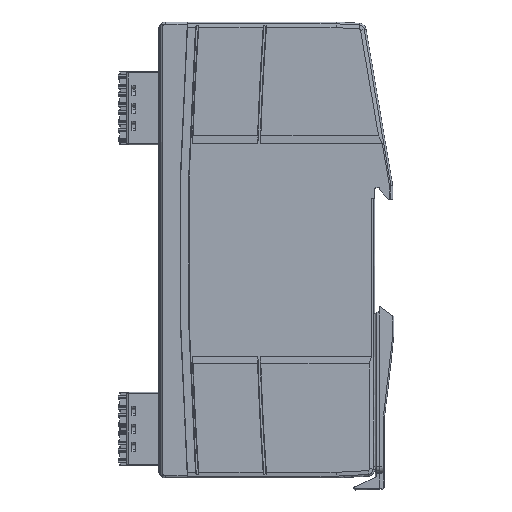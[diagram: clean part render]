
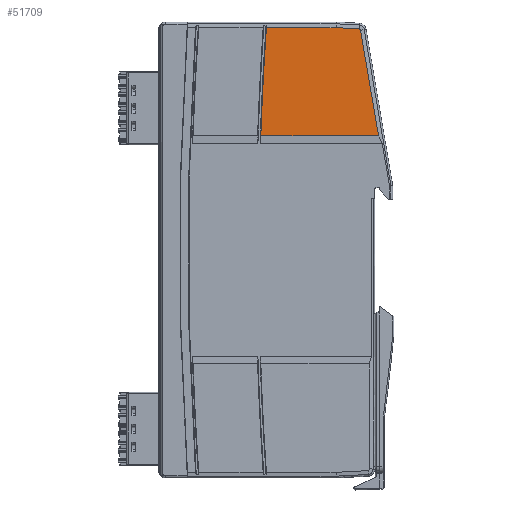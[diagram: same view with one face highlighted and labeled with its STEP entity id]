
A CAD part, left-side view. The second image highlights one B-rep face of the part: STEP entity #51709.
In plain terms, the highlighted planar face has unit normal (-1, 0, 0).
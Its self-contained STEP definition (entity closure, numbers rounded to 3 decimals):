
#1253=CIRCLE('',#54998,0.427);
#1272=CIRCLE('',#55038,916.85);
#3747=FACE_OUTER_BOUND('',#6588,.T.);
#6588=EDGE_LOOP('',(#37496,#37497,#37498,#37499,#37500,#37501));
#10498=LINE('',#76737,#16192);
#10823=LINE('',#77503,#16517);
#10827=LINE('',#77544,#16521);
#10841=LINE('',#77603,#16535);
#16192=VECTOR('',#62328,10.);
#16517=VECTOR('',#62941,10.);
#16521=VECTOR('',#62959,10.);
#16535=VECTOR('',#62989,10.);
#21437=VERTEX_POINT('',#76734);
#21438=VERTEX_POINT('',#76736);
#21722=VERTEX_POINT('',#77500);
#21723=VERTEX_POINT('',#77502);
#21726=VERTEX_POINT('',#77529);
#21736=VERTEX_POINT('',#77602);
#27048=EDGE_CURVE('',#21438,#21437,#10498,.T.);
#27429=EDGE_CURVE('',#21723,#21722,#10823,.T.);
#27436=EDGE_CURVE('',#21722,#21726,#1253,.T.);
#27439=EDGE_CURVE('',#21726,#21438,#10827,.T.);
#27457=EDGE_CURVE('',#21736,#21723,#10841,.T.);
#27499=EDGE_CURVE('',#21736,#21437,#1272,.T.);
#37496=ORIENTED_EDGE('',*,*,#27439,.T.);
#37497=ORIENTED_EDGE('',*,*,#27048,.T.);
#37498=ORIENTED_EDGE('',*,*,#27499,.F.);
#37499=ORIENTED_EDGE('',*,*,#27457,.T.);
#37500=ORIENTED_EDGE('',*,*,#27429,.T.);
#37501=ORIENTED_EDGE('',*,*,#27436,.T.);
#47519=PLANE('',#55037);
#51709=ADVANCED_FACE('',(#3747),#47519,.F.);
#54998=AXIS2_PLACEMENT_3D('',#77531,#62951,#62952);
#55037=AXIS2_PLACEMENT_3D('',#77730,#63070,#63071);
#55038=AXIS2_PLACEMENT_3D('',#77731,#63072,#63073);
#62328=DIRECTION('',(0.,1.,0.));
#62941=DIRECTION('',(0.,0.168,0.986));
#62951=DIRECTION('center_axis',(-1.,0.,0.));
#62952=DIRECTION('ref_axis',(0.,-0.245,0.97));
#62959=DIRECTION('',(0.,0.999,0.052));
#62989=DIRECTION('',(0.,-1.,0.));
#63070=DIRECTION('center_axis',(1.,0.,0.));
#63071=DIRECTION('ref_axis',(0.,0.,
-1.));
#63072=DIRECTION('center_axis',(1.,0.,0.));
#63073=DIRECTION('ref_axis',(0.,0.999,0.033));
#76734=CARTESIAN_POINT('',(-6.4,51.359,62.417));
#76736=CARTESIAN_POINT('',(-6.4,31.8,62.417));
#76737=CARTESIAN_POINT('',(-6.4,21.301,62.417));
#77500=CARTESIAN_POINT('',(-6.4,24.933,61.649));
#77502=CARTESIAN_POINT('',(-6.4,19.875,32.));
#77503=CARTESIAN_POINT('',(-6.4,23.538,53.469));
#77529=CARTESIAN_POINT('',(-6.4,25.256,62.074));
#77531=CARTESIAN_POINT('Origin',(-6.4,25.36,61.66));
#77544=CARTESIAN_POINT('',(-6.4,23.051,61.958));
#77602=CARTESIAN_POINT('',(-6.4,52.927,32.));
#77603=CARTESIAN_POINT('',(-6.4,7.518,32.));
#77730=CARTESIAN_POINT('Origin',(-6.4,15.036,46.445));
#77731=CARTESIAN_POINT('Origin',(-6.4,-863.364,0.));
